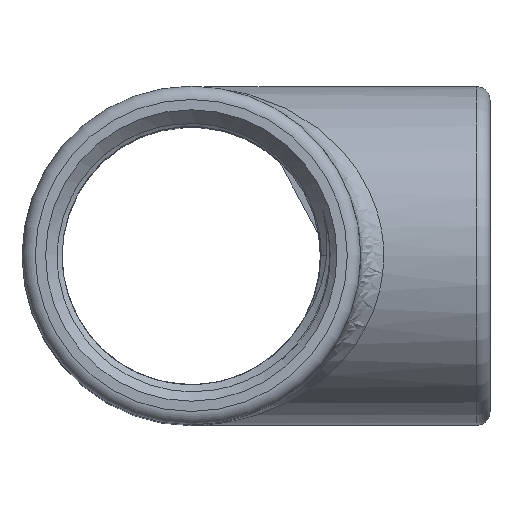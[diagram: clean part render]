
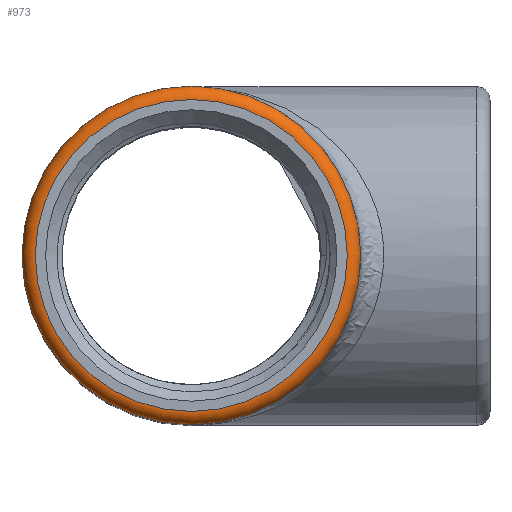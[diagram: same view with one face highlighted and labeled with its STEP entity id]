
A CAD part, top view. The second image highlights one B-rep face of the part: STEP entity #973.
In plain terms, the highlighted toroidal (fillet/blend) face has major radius 23.5 mm and minor radius 2 mm.
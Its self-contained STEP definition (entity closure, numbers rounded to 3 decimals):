
#25=TOROIDAL_SURFACE('',#1025,23.5,2.);
#67=CIRCLE('',#1006,23.5);
#74=CIRCLE('',#1019,25.5);
#481=ORIENTED_EDGE('',*,*,#663,.F.);
#482=ORIENTED_EDGE('',*,*,#672,.F.);
#663=EDGE_CURVE('',#821,#821,#67,.T.);
#672=EDGE_CURVE('',#827,#827,#74,.T.);
#821=VERTEX_POINT('',#13124);
#827=VERTEX_POINT('',#13143);
#892=EDGE_LOOP('',(#481));
#893=EDGE_LOOP('',(#482));
#934=FACE_BOUND('',#892,.T.);
#935=FACE_BOUND('',#893,.T.);
#973=ADVANCED_FACE('',(#934,#935),#25,.T.);
#1006=AXIS2_PLACEMENT_3D('',#13123,#1071,#1072);
#1019=AXIS2_PLACEMENT_3D('',#13142,#1097,#1098);
#1025=AXIS2_PLACEMENT_3D('',#13167,#1109,#1110);
#1071=DIRECTION('',(0.,0.,1.));
#1072=DIRECTION('',(1.,0.,0.));
#1097=DIRECTION('',(0.,0.,-1.));
#1098=DIRECTION('',(1.,0.,0.));
#1109=DIRECTION('',(0.,0.,1.));
#1110=DIRECTION('',(1.,0.,0.));
#13123=CARTESIAN_POINT('',(0.,0.,45.));
#13124=CARTESIAN_POINT('',(23.5,0.,45.));
#13142=CARTESIAN_POINT('',(0.,0.,43.));
#13143=CARTESIAN_POINT('',(25.5,0.,43.));
#13167=CARTESIAN_POINT('',(0.,0.,43.));
